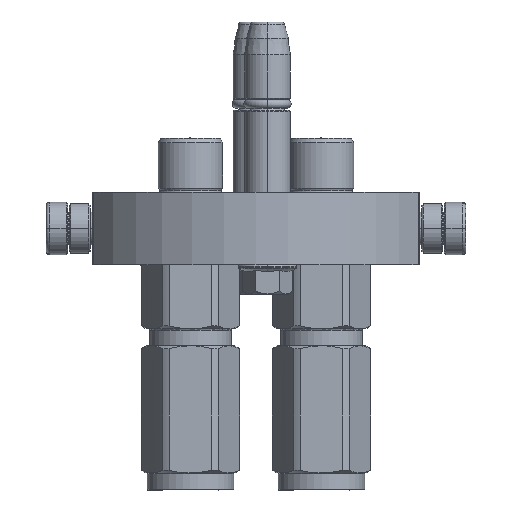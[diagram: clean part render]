
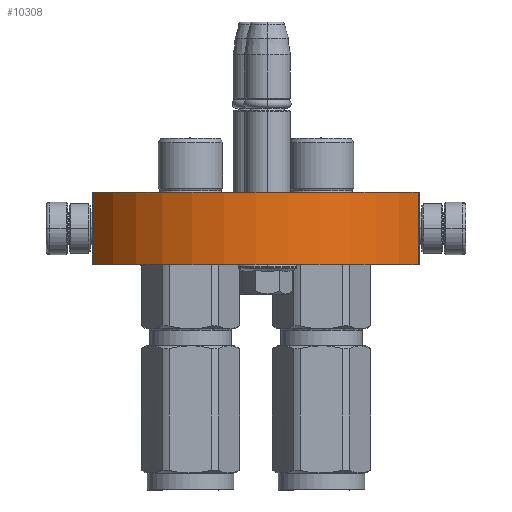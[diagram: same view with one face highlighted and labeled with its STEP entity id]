
A CAD part, left-side view. The second image highlights one B-rep face of the part: STEP entity #10308.
In plain terms, the highlighted cylindrical face has radius 57.25 mm (diameter 114.5 mm), a partial arc.
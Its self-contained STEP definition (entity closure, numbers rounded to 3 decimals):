
#1729 = CARTESIAN_POINT ( 'NONE',  ( -49.5, 28.763, 0. ) ) ;
#2766 = EDGE_CURVE ( 'NONE', #23304, #18183, #47866, .T. ) ;
#2821 = EDGE_CURVE ( 'NONE', #35935, #41261, #29128, .T. ) ;
#8401 = AXIS2_PLACEMENT_3D ( 'NONE', #21134, #30196, #54678 ) ;
#10308 = ADVANCED_FACE ( 'NONE', ( #11329 ), #17358, .T. ) ;
#11038 = DIRECTION ( 'NONE',  ( 0., 0., 1. ) ) ;
#11329 = FACE_OUTER_BOUND ( 'NONE', #20987, .T. ) ;
#11701 = CARTESIAN_POINT ( 'NONE',  ( 49.5, 28.763, 0. ) ) ;
#12743 = AXIS2_PLACEMENT_3D ( 'NONE', #50754, #46353, #27109 ) ;
#15562 = DIRECTION ( 'NONE',  ( 0., 0., 1. ) ) ;
#17358 = CYLINDRICAL_SURFACE ( 'NONE', #12743, 57.25 ) ;
#18183 = VERTEX_POINT ( 'NONE', #30775 ) ;
#20987 = EDGE_LOOP ( 'NONE', ( #29619, #27799, #42632, #61599 ) ) ;
#21134 = CARTESIAN_POINT ( 'NONE',  ( 0., 0., 22. ) ) ;
#23304 = VERTEX_POINT ( 'NONE', #51398 ) ;
#27109 = DIRECTION ( 'NONE',  ( 1., 0., 0. ) ) ;
#27799 = ORIENTED_EDGE ( 'NONE', *, *, #41916, .T. ) ;
#29128 = CIRCLE ( 'NONE', #8401, 57.25 ) ;
#29619 = ORIENTED_EDGE ( 'NONE', *, *, #2766, .T. ) ;
#29687 = CARTESIAN_POINT ( 'NONE',  ( 49.5, 28.763, 22. ) ) ;
#30196 = DIRECTION ( 'NONE',  ( 0., 0., 1. ) ) ;
#30775 = CARTESIAN_POINT ( 'NONE',  ( -49.5, 28.763, 0. ) ) ;
#35069 = EDGE_CURVE ( 'NONE', #23304, #35935, #56566, .T. ) ;
#35935 = VERTEX_POINT ( 'NONE', #29687 ) ;
#37013 = VECTOR ( 'NONE', #15562, 1000. ) ;
#38409 = CARTESIAN_POINT ( 'NONE',  ( -49.5, 28.763, 22. ) ) ;
#40705 = LINE ( 'NONE', #1729, #37013 ) ;
#41261 = VERTEX_POINT ( 'NONE', #38409 ) ;
#41916 = EDGE_CURVE ( 'NONE', #18183, #41261, #40705, .T. ) ;
#42632 = ORIENTED_EDGE ( 'NONE', *, *, #2821, .F. ) ;
#45043 = DIRECTION ( 'NONE',  ( 0.865, 0.502, 0. ) ) ;
#45375 = AXIS2_PLACEMENT_3D ( 'NONE', #58872, #11038, #45043 ) ;
#46353 = DIRECTION ( 'NONE',  ( 0., 0., -1. ) ) ;
#47287 = VECTOR ( 'NONE', #59935, 1000. ) ;
#47866 = CIRCLE ( 'NONE', #45375, 57.25 ) ;
#50754 = CARTESIAN_POINT ( 'NONE',  ( 0., 0., 0. ) ) ;
#51398 = CARTESIAN_POINT ( 'NONE',  ( 49.5, 28.763, 0. ) ) ;
#54678 = DIRECTION ( 'NONE',  ( 0.865, 0.502, 0. ) ) ;
#56566 = LINE ( 'NONE', #11701, #47287 ) ;
#58872 = CARTESIAN_POINT ( 'NONE',  ( 0., 0., 0. ) ) ;
#59935 = DIRECTION ( 'NONE',  ( 0., 0., 1. ) ) ;
#61599 = ORIENTED_EDGE ( 'NONE', *, *, #35069, .F. ) ;
